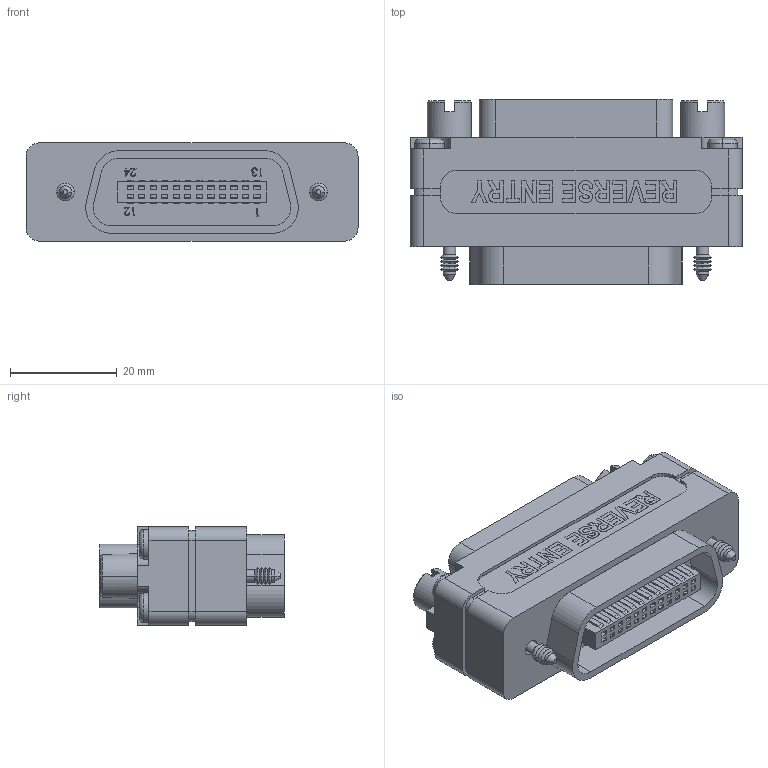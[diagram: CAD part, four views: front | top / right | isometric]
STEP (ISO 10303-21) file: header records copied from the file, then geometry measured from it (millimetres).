
FILE_DESCRIPTION (( 'STEP AP203' ), '1' );
FILE_NAME ('CIB24XCR.STEP', '2006-06-23T18:22:14', ( 'lcom' ), ( 'lcom' ), 'SwSTEP 2.0', 'SolidWorks 2006004', '' );
FILE_SCHEMA (( 'CONFIG_CONTROL_DESIGN' ));
Length unit declared in the file: inch
Products named in the file (8): 3aa01-003_3AA01-003-437; 3AB05-006; 3AB05-007; CIB24XCR; CIB24XC; 3AA07-040; CIB24XCR-MA1; 3AC01-006
Assembly tree (11 placements, depth 2):
  CIB24XCR
    3aa01-003_3AA01-003-437  x4
    3AC01-006
    3AA07-040  x2
    CIB24XCR-MA1
    3AB05-007
    CIB24XC
    3AB05-006
Bounding box: 62.23 x 34.67 x 18.41 mm (x, y, z)
Volume: 26917.4 mm3; surface area: 16373.1 mm2
Topology: 11 solids, 11 shells, 1702 faces, 4390 edges, 2894 vertices
Faces by surface type: plane 1323, bspline 189, cylinder 104, cone 78, torus 8
Entity records: 64210 total; most frequent: CARTESIAN_POINT 25410, ORIENTED_EDGE 8260, DIRECTION 6748, EDGE_CURVE 4130, VECTOR 3542, LINE 3542, VERTEX_POINT 2739, EDGE_LOOP 1759
